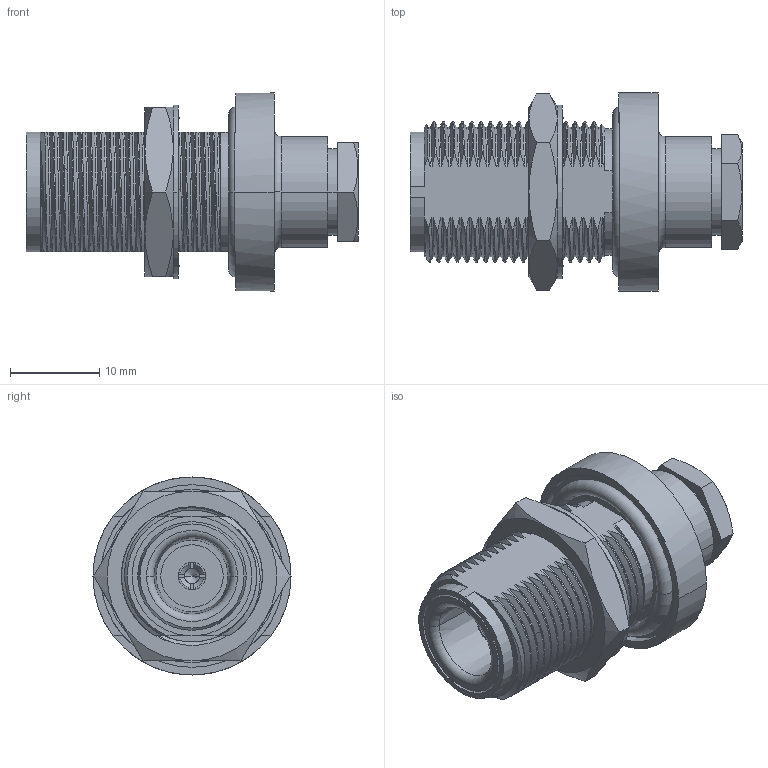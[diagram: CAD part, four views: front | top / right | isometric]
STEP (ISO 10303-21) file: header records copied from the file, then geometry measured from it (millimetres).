
FILE_DESCRIPTION((''),'2;1');
FILE_NAME('82-6575_SW0001','2018-10-30T',('Viji'),(''),'CREO PARAMETRIC BY PTC INC, 2017020','CREO PARAMETRIC BY PTC INC, 2017020','');
FILE_SCHEMA(('CONFIG_CONTROL_DESIGN'));
Length unit declared in the file: inch
Products named in the file (1): 82-6575_SW0001
Bounding box: 37.26 x 22.23 x 22.23 mm (x, y, z)
Volume: 6404.9 mm3; surface area: 4701.8 mm2
Topology: 1 solids, 1 shells, 353 faces, 1029 edges, 679 vertices
Faces by surface type: bspline 162, cylinder 78, plane 72, cone 35, torus 6
Entity records: 23641 total; most frequent: CARTESIAN_POINT 15497, ORIENTED_EDGE 2054, DIRECTION 1111, EDGE_CURVE 1027, VERTEX_POINT 679, B_SPLINE_CURVE_WITH_KNOTS 466, VECTOR 393, LINE 393
